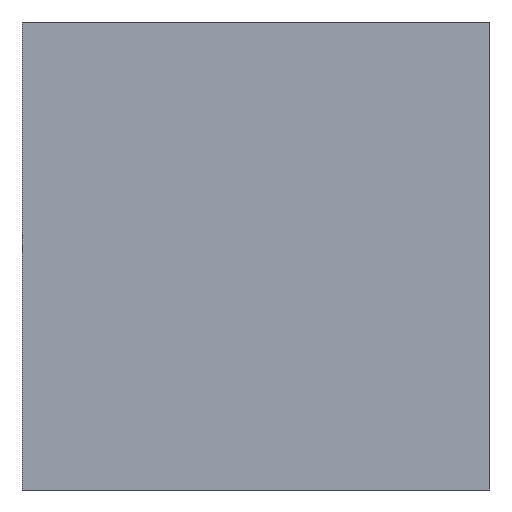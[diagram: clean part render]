
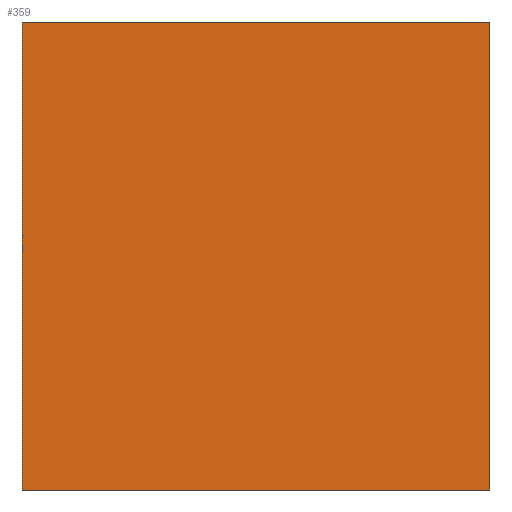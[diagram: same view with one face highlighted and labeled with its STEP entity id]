
A CAD part, left-side view. The second image highlights one B-rep face of the part: STEP entity #359.
In plain terms, the highlighted planar face has unit normal (-1, 0, 0).
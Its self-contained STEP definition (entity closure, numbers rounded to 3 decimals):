
#10 = VECTOR ( 'NONE', #59, 1000. ) ;
#18 = LINE ( 'NONE', #294, #354 ) ;
#30 = CARTESIAN_POINT ( 'NONE',  ( -120., 0., 0. ) ) ;
#33 = EDGE_CURVE ( 'NONE', #336, #155, #18, .T. ) ;
#47 = VECTOR ( 'NONE', #108, 1000. ) ;
#50 = CARTESIAN_POINT ( 'NONE',  ( -120., -60., 0. ) ) ;
#54 = PLANE ( 'NONE',  #349 ) ;
#59 = DIRECTION ( 'NONE',  ( 0., 0., 1. ) ) ;
#61 = EDGE_CURVE ( 'NONE', #187, #212, #192, .T. ) ;
#77 = EDGE_CURVE ( 'NONE', #155, #187, #196, .T. ) ;
#86 = DIRECTION ( 'NONE',  ( -1., 0., 0. ) ) ;
#108 = DIRECTION ( 'NONE',  ( 0., 0., -1. ) ) ;
#139 = DIRECTION ( 'NONE',  ( 0., 1., 0. ) ) ;
#155 = VERTEX_POINT ( 'NONE', #244 ) ;
#165 = ORIENTED_EDGE ( 'NONE', *, *, #77, .F. ) ;
#171 = ORIENTED_EDGE ( 'NONE', *, *, #300, .F. ) ;
#187 = VERTEX_POINT ( 'NONE', #218 ) ;
#192 = LINE ( 'NONE', #348, #208 ) ;
#196 = LINE ( 'NONE', #351, #47 ) ;
#197 = EDGE_LOOP ( 'NONE', ( #236, #165, #291, #171 ) ) ;
#208 = VECTOR ( 'NONE', #139, 1000. ) ;
#212 = VERTEX_POINT ( 'NONE', #50 ) ;
#218 = CARTESIAN_POINT ( 'NONE',  ( -120., -70., 0. ) ) ;
#236 = ORIENTED_EDGE ( 'NONE', *, *, #61, .F. ) ;
#244 = CARTESIAN_POINT ( 'NONE',  ( -120., -70., 10. ) ) ;
#280 = CARTESIAN_POINT ( 'NONE',  ( -120., -60., 10. ) ) ;
#291 = ORIENTED_EDGE ( 'NONE', *, *, #33, .F. ) ;
#294 = CARTESIAN_POINT ( 'NONE',  ( -120., -60., 10. ) ) ;
#299 = DIRECTION ( 'NONE',  ( 0., 0., 1. ) ) ;
#300 = EDGE_CURVE ( 'NONE', #212, #336, #335, .T. ) ;
#315 = DIRECTION ( 'NONE',  ( 0., -1., 0. ) ) ;
#328 = FACE_OUTER_BOUND ( 'NONE', #197, .T. ) ;
#335 = LINE ( 'NONE', #355, #10 ) ;
#336 = VERTEX_POINT ( 'NONE', #280 ) ;
#348 = CARTESIAN_POINT ( 'NONE',  ( -120., -60., 0. ) ) ;
#349 = AXIS2_PLACEMENT_3D ( 'NONE', #30, #86, #299 ) ;
#351 = CARTESIAN_POINT ( 'NONE',  ( -120., -70., 0. ) ) ;
#354 = VECTOR ( 'NONE', #315, 1000. ) ;
#355 = CARTESIAN_POINT ( 'NONE',  ( -120., -60., 0. ) ) ;
#359 = ADVANCED_FACE ( 'NONE', ( #328 ), #54, .T. ) ;
